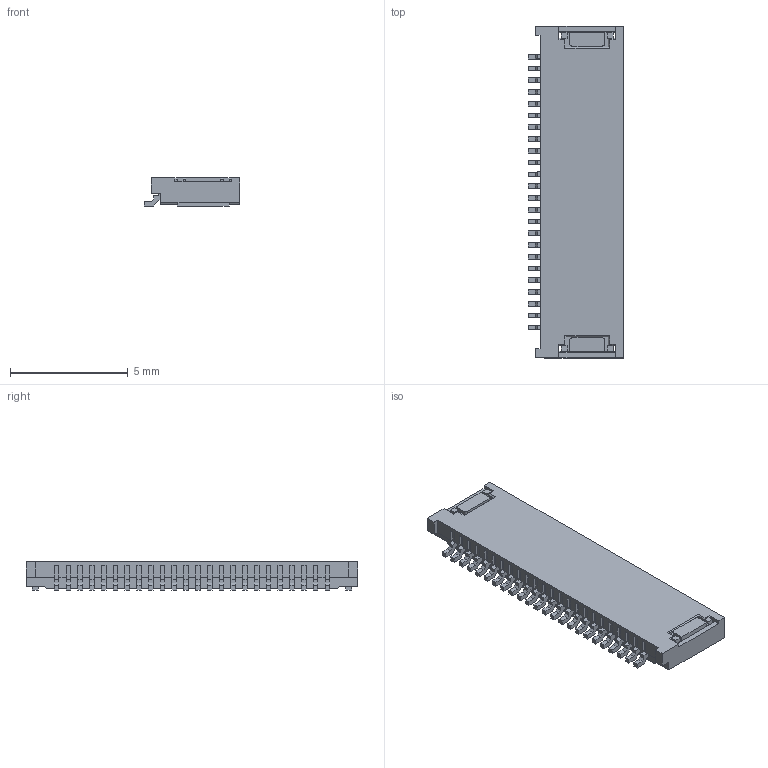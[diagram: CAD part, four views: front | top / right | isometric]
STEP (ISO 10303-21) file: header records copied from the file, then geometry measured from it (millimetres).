
FILE_DESCRIPTION(/* description */ (''),/* implementation_level */ '2;1');
FILE_NAME(/* name */ 'Molex - 512812494.step',/* time_stamp */ '2020-04-02T13:24:11+01:00',/* author */ (''),/* organization */ (''),/* preprocessor_version */ 'ST-DEVELOPER v18',/* originating_system */ 'Autodesk Translation Framework v8.12.0.6',/* authorisation */ '');
FILE_SCHEMA (('AUTOMOTIVE_DESIGN { 1 0 10303 214 3 1 1 }'));
Length unit declared in the file: millimetre
Products named in the file (2): Molex - 512812494; 512812494 v1
Assembly tree (1 placements, depth 2):
  Molex - 512812494
    512812494 v1
Bounding box: 4.05 x 14.1 x 1.2 mm (x, y, z)
Volume: 43.3 mm3; surface area: 282.2 mm2
Topology: 1 solids, 1 shells, 1031 faces, 2934 edges, 1900 vertices
Faces by surface type: plane 929, cylinder 102
Entity records: 32949 total; most frequent: ORIENTED_EDGE 5868, CARTESIAN_POINT 5868, DIRECTION 5206, EDGE_CURVE 2934, LINE 2730, VECTOR 2730, VERTEX_POINT 1900, AXIS2_PLACEMENT_3D 1238
